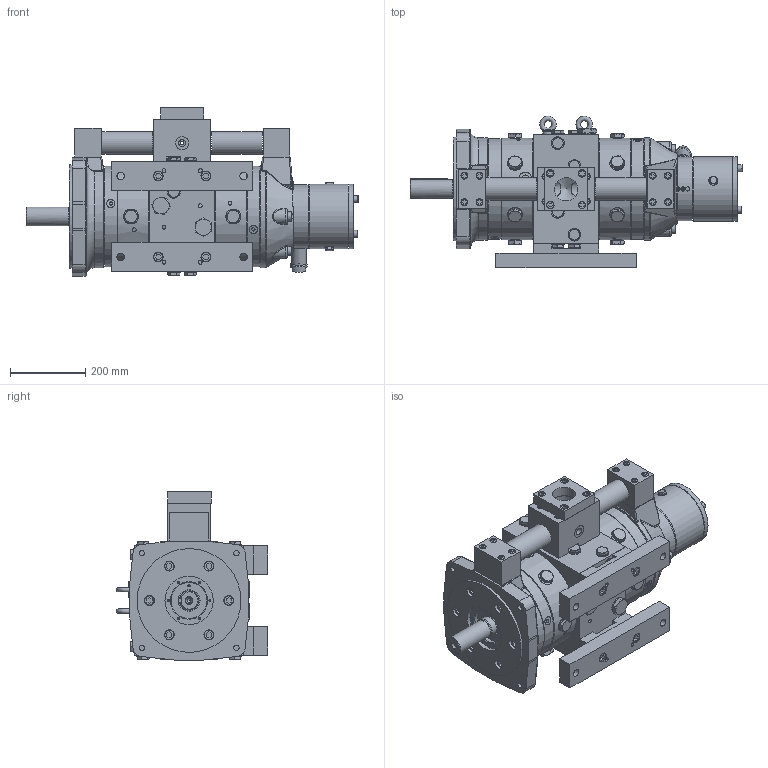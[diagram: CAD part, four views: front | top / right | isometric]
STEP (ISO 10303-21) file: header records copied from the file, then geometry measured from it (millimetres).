
FILE_DESCRIPTION((''),'2;1');
FILE_NAME('PFCM_066_thru_130.stp','2015-12-18T13:45:40',('JGroves'),(''),'Autodesk Inventor 2012','Autodesk Inventor 2012','');
FILE_SCHEMA(('AUTOMOTIVE_DESIGN { 1 0 10303 214 1 1 1 1 }'));
Length unit declared in the file: inch
Products named in the file (1): PFCM
Bounding box: 879.83 x 401.49 x 446.25 mm (x, y, z)
Surface area: 2333310.6 mm2 (no closed solid volume)
Topology: 0 solids, 177 shells, 890 faces, 3332 edges, 2444 vertices
Faces by surface type: plane 578, cylinder 187, cone 50, bspline 44, torus 31
Full cylindrical faces by diameter (mm): 5 x4, 6 x1, 7 x4, 8.5 x6, 8.566 x5, 9 x1, 10.2 x6, 10.3 x4, 10.5 x4, 11 x1, 14 x8, 15 x2, 18 x5, 18.631 x1, 19.013 x2, 19.49 x1, 20 x6, 24 x5, 26 x13, 28 x2, 29 x2, 30.291 x2, 33 x11, 33.337 x1, 33.338 x12, 39 x1, 42.9 x3, 45 x3, 50.01 x1, 52 x1
Entity records: 49751 total; most frequent: CARTESIAN_POINT 22927, DIRECTION 4591, ORIENTED_EDGE 4577, EDGE_CURVE 3084, VERTEX_POINT 2378, AXIS2_PLACEMENT_3D 1744, EDGE_LOOP 1352, VECTOR 1103
